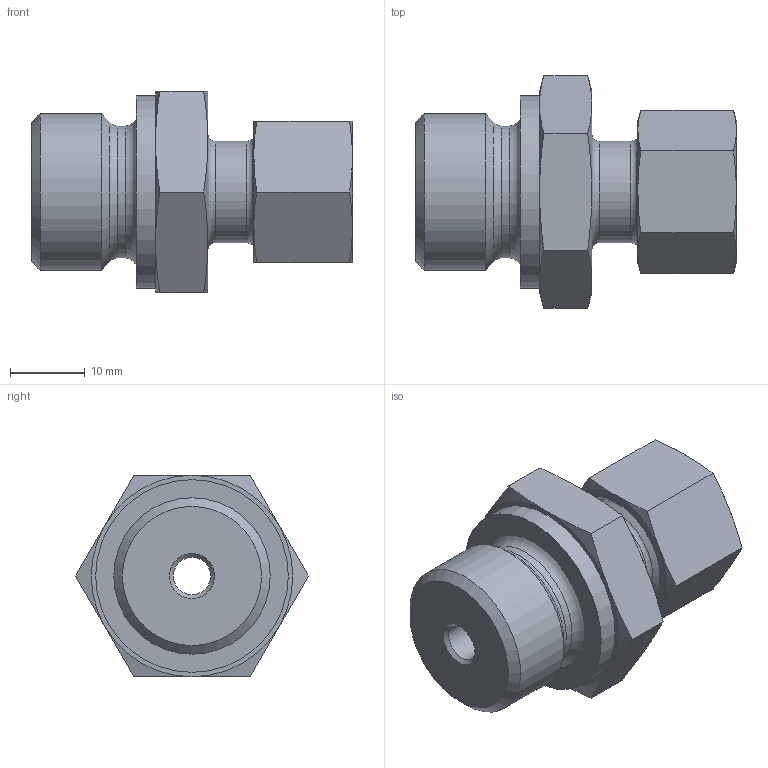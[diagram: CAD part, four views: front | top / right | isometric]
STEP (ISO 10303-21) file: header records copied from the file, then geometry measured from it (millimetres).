
FILE_DESCRIPTION(/* description */ ('STEP AP214'),/* implementation_level */ '2;1');
FILE_NAME(/* name */ 'GEV-10LR 1.2 708.1141.285.20',/* time_stamp */ '2024-10-09T11:15:56+02:00',/* author */ ('License CC BY-ND 4.0'),/* organization */ ('CADENAS'),/* preprocessor_version */ 'ST-DEVELOPER v19.3',/* originating_system */ 'PARTsolutions',/* authorisation */ ' ');
FILE_SCHEMA (('AUTOMOTIVE_DESIGN {1 0 10303 214 3 1 1}'));
Length unit declared in the file: millimetre
Products named in the file (1): GEV-10LR 1.2 708.1141.285.20
Bounding box: 43 x 31.18 x 27 mm (x, y, z)
Volume: 13492.6 mm3; surface area: 5341.9 mm2
Topology: 1 solids, 1 shells, 49 faces, 103 edges, 61 vertices
Faces by surface type: cone 20, plane 19, cylinder 6, torus 4
Full cylindrical faces by diameter (mm): 5 x1, 10 x1, 13.6 x1, 17.664 x1, 20.955 x1, 25.8 x1
Entity records: 1262 total; most frequent: CARTESIAN_POINT 312, DIRECTION 182, ORIENTED_EDGE 166, AXIS2_PLACEMENT_3D 85, EDGE_CURVE 83, EDGE_LOOP 74, FACE_BOUND 74, VERTEX_POINT 59
